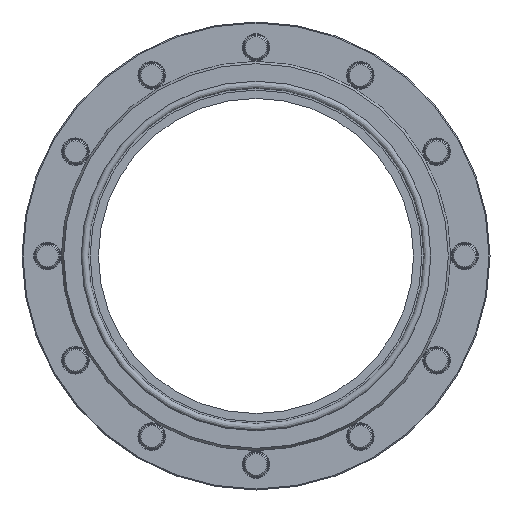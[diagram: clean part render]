
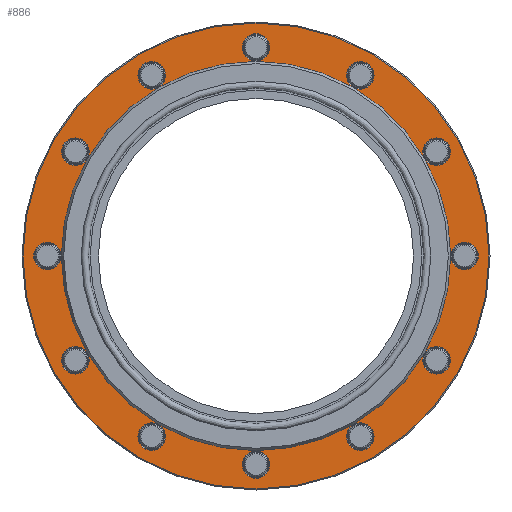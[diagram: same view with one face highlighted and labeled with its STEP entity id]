
A CAD part, left-side view. The second image highlights one B-rep face of the part: STEP entity #886.
In plain terms, the highlighted planar face has unit normal (-1, 0, 0).
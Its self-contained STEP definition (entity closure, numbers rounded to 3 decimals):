
#886=ADVANCED_FACE('',(#995,#996,#997,#998,#999,#1000,#1001,#1002,#1003,
#1004,#1005,#1006,#1007,#1008),#965,.T.);
#965=PLANE('',#1830);
#995=FACE_BOUND('',#1144,.T.);
#996=FACE_BOUND('',#1145,.T.);
#997=FACE_BOUND('',#1146,.T.);
#998=FACE_BOUND('',#1147,.T.);
#999=FACE_BOUND('',#1148,.T.);
#1000=FACE_BOUND('',#1149,.T.);
#1001=FACE_BOUND('',#1150,.T.);
#1002=FACE_BOUND('',#1151,.T.);
#1003=FACE_BOUND('',#1152,.T.);
#1004=FACE_BOUND('',#1153,.T.);
#1005=FACE_BOUND('',#1154,.T.);
#1006=FACE_BOUND('',#1155,.T.);
#1007=FACE_BOUND('',#1156,.T.);
#1008=FACE_BOUND('',#1157,.T.);
#1144=EDGE_LOOP('',(#1310));
#1145=EDGE_LOOP('',(#1311));
#1146=EDGE_LOOP('',(#1312));
#1147=EDGE_LOOP('',(#1313));
#1148=EDGE_LOOP('',(#1314));
#1149=EDGE_LOOP('',(#1315));
#1150=EDGE_LOOP('',(#1316));
#1151=EDGE_LOOP('',(#1317));
#1152=EDGE_LOOP('',(#1318));
#1153=EDGE_LOOP('',(#1319));
#1154=EDGE_LOOP('',(#1320));
#1155=EDGE_LOOP('',(#1321));
#1156=EDGE_LOOP('',(#1322));
#1157=EDGE_LOOP('',(#1323));
#1310=ORIENTED_EDGE('',*,*,#1616,.T.);
#1311=ORIENTED_EDGE('',*,*,#1617,.T.);
#1312=ORIENTED_EDGE('',*,*,#1618,.T.);
#1313=ORIENTED_EDGE('',*,*,#1619,.T.);
#1314=ORIENTED_EDGE('',*,*,#1620,.T.);
#1315=ORIENTED_EDGE('',*,*,#1621,.T.);
#1316=ORIENTED_EDGE('',*,*,#1622,.T.);
#1317=ORIENTED_EDGE('',*,*,#1623,.T.);
#1318=ORIENTED_EDGE('',*,*,#1624,.T.);
#1319=ORIENTED_EDGE('',*,*,#1625,.T.);
#1320=ORIENTED_EDGE('',*,*,#1626,.T.);
#1321=ORIENTED_EDGE('',*,*,#1627,.T.);
#1322=ORIENTED_EDGE('',*,*,#1628,.T.);
#1323=ORIENTED_EDGE('',*,*,#1615,.F.);
#1522=VERTEX_POINT('',#2387);
#1523=VERTEX_POINT('',#2390);
#1524=VERTEX_POINT('',#2392);
#1525=VERTEX_POINT('',#2394);
#1526=VERTEX_POINT('',#2396);
#1527=VERTEX_POINT('',#2398);
#1528=VERTEX_POINT('',#2400);
#1529=VERTEX_POINT('',#2402);
#1530=VERTEX_POINT('',#2404);
#1531=VERTEX_POINT('',#2406);
#1532=VERTEX_POINT('',#2408);
#1533=VERTEX_POINT('',#2410);
#1534=VERTEX_POINT('',#2412);
#1535=VERTEX_POINT('',#2414);
#1615=EDGE_CURVE('',#1522,#1522,#1724,.T.);
#1616=EDGE_CURVE('',#1523,#1523,#1725,.T.);
#1617=EDGE_CURVE('',#1524,#1524,#1726,.T.);
#1618=EDGE_CURVE('',#1525,#1525,#1727,.T.);
#1619=EDGE_CURVE('',#1526,#1526,#1728,.T.);
#1620=EDGE_CURVE('',#1527,#1527,#1729,.T.);
#1621=EDGE_CURVE('',#1528,#1528,#1730,.T.);
#1622=EDGE_CURVE('',#1529,#1529,#1731,.T.);
#1623=EDGE_CURVE('',#1530,#1530,#1732,.T.);
#1624=EDGE_CURVE('',#1531,#1531,#1733,.T.);
#1625=EDGE_CURVE('',#1532,#1532,#1734,.T.);
#1626=EDGE_CURVE('',#1533,#1533,#1735,.T.);
#1627=EDGE_CURVE('',#1534,#1534,#1736,.T.);
#1628=EDGE_CURVE('',#1535,#1535,#1737,.T.);
#1724=CIRCLE('',#1815,191.309);
#1725=CIRCLE('',#1817,229.);
#1726=CIRCLE('',#1818,13.5);
#1727=CIRCLE('',#1819,13.5);
#1728=CIRCLE('',#1820,13.5);
#1729=CIRCLE('',#1821,13.5);
#1730=CIRCLE('',#1822,13.5);
#1731=CIRCLE('',#1823,13.5);
#1732=CIRCLE('',#1824,13.5);
#1733=CIRCLE('',#1825,13.5);
#1734=CIRCLE('',#1826,13.5);
#1735=CIRCLE('',#1827,13.5);
#1736=CIRCLE('',#1828,13.5);
#1737=CIRCLE('',#1829,13.5);
#1815=AXIS2_PLACEMENT_3D('',#2386,#2009,#2010);
#1817=AXIS2_PLACEMENT_3D('',#2389,#2013,#2014);
#1818=AXIS2_PLACEMENT_3D('',#2391,#2015,#2016);
#1819=AXIS2_PLACEMENT_3D('',#2393,#2017,#2018);
#1820=AXIS2_PLACEMENT_3D('',#2395,#2019,#2020);
#1821=AXIS2_PLACEMENT_3D('',#2397,#2021,#2022);
#1822=AXIS2_PLACEMENT_3D('',#2399,#2023,#2024);
#1823=AXIS2_PLACEMENT_3D('',#2401,#2025,#2026);
#1824=AXIS2_PLACEMENT_3D('',#2403,#2027,#2028);
#1825=AXIS2_PLACEMENT_3D('',#2405,#2029,#2030);
#1826=AXIS2_PLACEMENT_3D('',#2407,#2031,#2032);
#1827=AXIS2_PLACEMENT_3D('',#2409,#2033,#2034);
#1828=AXIS2_PLACEMENT_3D('',#2411,#2035,#2036);
#1829=AXIS2_PLACEMENT_3D('',#2413,#2037,#2038);
#1830=AXIS2_PLACEMENT_3D('',#2415,#2039,#2040);
#2009=DIRECTION('',(-1.,0.,0.));
#2010=DIRECTION('',(0.,0.,1.));
#2013=DIRECTION('',(-1.,0.,0.));
#2014=DIRECTION('',(0.,0.,1.));
#2015=DIRECTION('',(1.,0.,0.));
#2016=DIRECTION('',(0.,0.,1.));
#2017=DIRECTION('',(1.,0.,0.));
#2018=DIRECTION('',(0.,0.,1.));
#2019=DIRECTION('',(1.,0.,0.));
#2020=DIRECTION('',(0.,0.,1.));
#2021=DIRECTION('',(1.,0.,0.));
#2022=DIRECTION('',(0.,0.,1.));
#2023=DIRECTION('',(1.,0.,0.));
#2024=DIRECTION('',(0.,0.,1.));
#2025=DIRECTION('',(1.,0.,0.));
#2026=DIRECTION('',(0.,0.,1.));
#2027=DIRECTION('',(1.,0.,0.));
#2028=DIRECTION('',(0.,0.,1.));
#2029=DIRECTION('',(1.,0.,0.));
#2030=DIRECTION('',(0.,0.,1.));
#2031=DIRECTION('',(1.,0.,0.));
#2032=DIRECTION('',(0.,0.,1.));
#2033=DIRECTION('',(1.,0.,0.));
#2034=DIRECTION('',(0.,0.,1.));
#2035=DIRECTION('',(1.,0.,0.));
#2036=DIRECTION('',(0.,0.,1.));
#2037=DIRECTION('',(1.,0.,0.));
#2038=DIRECTION('',(0.,0.,1.));
#2039=DIRECTION('',(-1.,0.,0.));
#2040=DIRECTION('',(0.,0.,1.));
#2386=CARTESIAN_POINT('',(4.,0.,0.));
#2387=CARTESIAN_POINT('',(4.,0.,191.309));
#2389=CARTESIAN_POINT('',(4.,0.,0.));
#2390=CARTESIAN_POINT('',(4.,0.,229.));
#2391=CARTESIAN_POINT('',(4.,102.5,177.535));
#2392=CARTESIAN_POINT('',(4.,102.5,191.035));
#2393=CARTESIAN_POINT('',(4.,177.535,102.5));
#2394=CARTESIAN_POINT('',(4.,177.535,116.));
#2395=CARTESIAN_POINT('',(4.,205.,0.));
#2396=CARTESIAN_POINT('',(4.,205.,13.5));
#2397=CARTESIAN_POINT('',(4.,177.535,-102.5));
#2398=CARTESIAN_POINT('',(4.,177.535,-89.));
#2399=CARTESIAN_POINT('',(4.,102.5,-177.535));
#2400=CARTESIAN_POINT('',(4.,102.5,-164.035));
#2401=CARTESIAN_POINT('',(4.,0.,-205.));
#2402=CARTESIAN_POINT('',(4.,0.,-191.5));
#2403=CARTESIAN_POINT('',(4.,-102.5,-177.535));
#2404=CARTESIAN_POINT('',(4.,-102.5,-164.035));
#2405=CARTESIAN_POINT('',(4.,-177.535,-102.5));
#2406=CARTESIAN_POINT('',(4.,-177.535,-89.));
#2407=CARTESIAN_POINT('',(4.,-205.,0.));
#2408=CARTESIAN_POINT('',(4.,-205.,13.5));
#2409=CARTESIAN_POINT('',(4.,-177.535,102.5));
#2410=CARTESIAN_POINT('',(4.,-177.535,116.));
#2411=CARTESIAN_POINT('',(4.,-102.5,177.535));
#2412=CARTESIAN_POINT('',(4.,-102.5,191.035));
#2413=CARTESIAN_POINT('',(4.,0.,205.));
#2414=CARTESIAN_POINT('',(4.,0.,218.5));
#2415=CARTESIAN_POINT('',(4.,191.309,0.));
